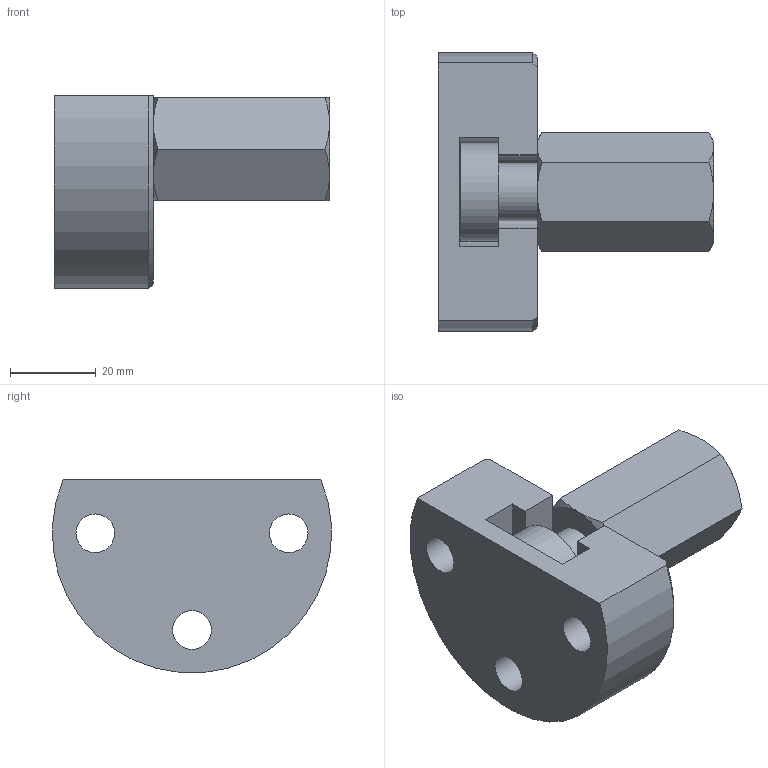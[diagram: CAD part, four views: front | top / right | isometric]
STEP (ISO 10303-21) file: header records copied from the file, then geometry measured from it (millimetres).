
FILE_DESCRIPTION( ( 'STEP AP214' ), '1' );
FILE_NAME( 'K0710.16.stp', '2020-12-09T12:31:19', ( '' ), ( '' ), ' ', 'PARTsolutions', ' ' );
FILE_SCHEMA( ( 'AUTOMOTIVE_DESIGN { 1 0 10303 214 1 1 1 1 }' ) );
Length unit declared in the file: millimetre
Products named in the file (3): K0710.16; _K0710.16_flansch; _K0710.16_kupplung
Assembly tree (2 placements, depth 2):
  K0710.16
    _K0710.16_flansch
    _K0710.16_kupplung
Bounding box: 64 x 64.91 x 44.88 mm (x, y, z)
Volume: 62212.4 mm3; surface area: 19324.7 mm2
Topology: 2 solids, 2 shells, 49 faces, 107 edges, 67 vertices
Faces by surface type: plane 22, cone 15, cylinder 12
Full cylindrical faces by diameter (mm): 9 x3, 13.4 x1, 13.835 x1, 15 x3, 22.8 x1
Entity records: 1822 total; most frequent: CARTESIAN_POINT 362, DIRECTION 210, ORIENTED_EDGE 188, EDGE_CURVE 94, AXIS2_PLACEMENT_3D 90, EDGE_LOOP 71, VERTEX_POINT 66, FACE_OUTER_BOUND 58
